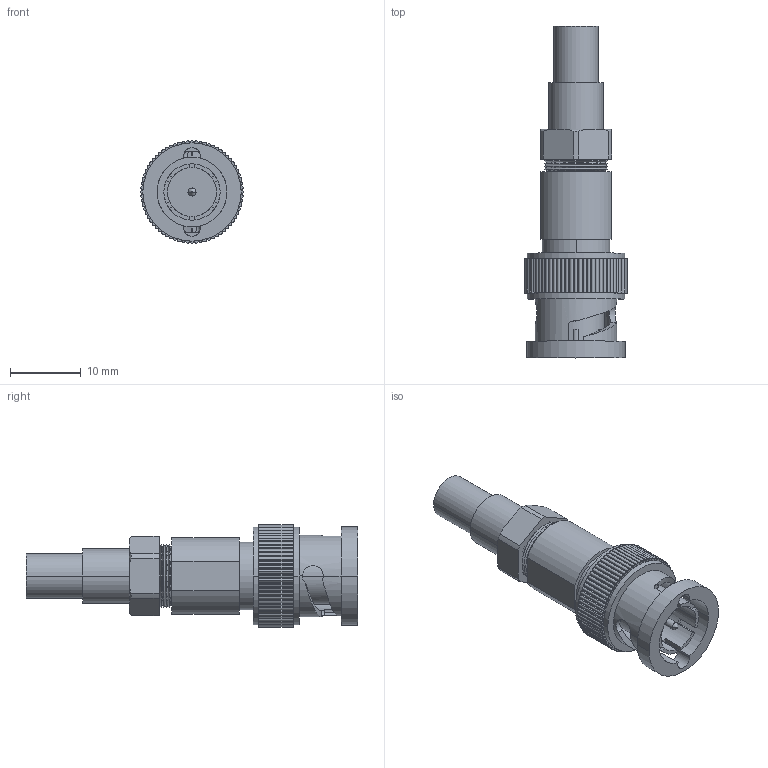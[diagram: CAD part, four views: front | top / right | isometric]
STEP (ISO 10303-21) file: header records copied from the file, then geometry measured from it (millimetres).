
FILE_DESCRIPTION (( 'STEP AP203' ), '1' );
FILE_NAME ('ACC8060.STEP', '2006-06-23T18:19:35', ( 'lcom' ), ( 'lcom' ), 'SwSTEP 2.0', 'SolidWorks 2006004', '' );
FILE_SCHEMA (( 'CONFIG_CONTROL_DESIGN' ));
Length unit declared in the file: inch
Products named in the file (7): ACC8060-MA4; ACC8060-MA3; ACC8060-MA5; ACC8060; ACC8060-MA1; ACC8060-MA2; 3AB03-015_with flange
Assembly tree (6 placements, depth 2):
  ACC8060
    ACC8060-MA2
    ACC8060-MA4
    ACC8060-MA3
    3AB03-015_with flange
    ACC8060-MA1
    ACC8060-MA5
Bounding box: 14.48 x 46.79 x 14.48 mm (x, y, z)
Volume: 2961.7 mm3; surface area: 4219.7 mm2
Topology: 6 solids, 6 shells, 508 faces, 1389 edges, 912 vertices
Faces by surface type: plane 272, cylinder 177, cone 36, bspline 17, torus 6
Entity records: 18504 total; most frequent: CARTESIAN_POINT 4675, ORIENTED_EDGE 2778, DIRECTION 2721, EDGE_CURVE 1389, VERTEX_POINT 912, AXIS2_PLACEMENT_3D 912, VECTOR 897, LINE 897
